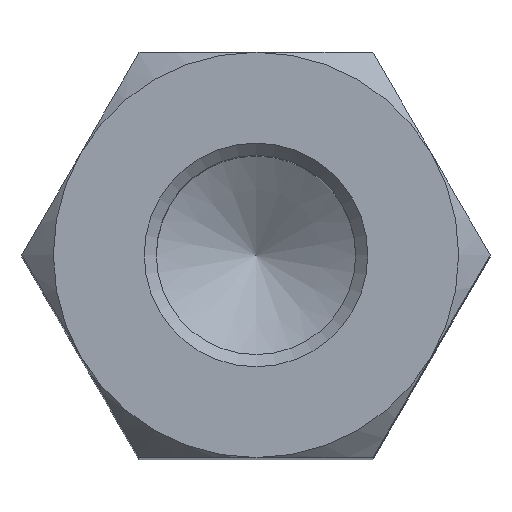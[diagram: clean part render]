
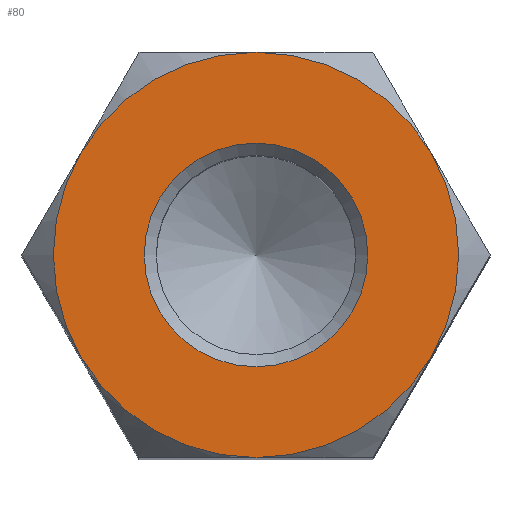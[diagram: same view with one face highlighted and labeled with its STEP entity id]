
A CAD part, top view. The second image highlights one B-rep face of the part: STEP entity #80.
In plain terms, the highlighted planar face has unit normal (0, 0, 1).
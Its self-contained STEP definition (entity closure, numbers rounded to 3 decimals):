
#80 = ADVANCED_FACE( '', ( #174, #175 ), #176, .T. );
#174 = FACE_BOUND( '', #275, .T. );
#175 = FACE_OUTER_BOUND( '', #276, .T. );
#176 = PLANE( '', #277 );
#275 = EDGE_LOOP( '', ( #418 ) );
#276 = EDGE_LOOP( '', ( #419, #420, #421, #422, #423, #424 ) );
#277 = AXIS2_PLACEMENT_3D( '', #425, #426, #427 );
#418 = ORIENTED_EDGE( '', *, *, #576, .T. );
#419 = ORIENTED_EDGE( '', *, *, #582, .F. );
#420 = ORIENTED_EDGE( '', *, *, #583, .F. );
#421 = ORIENTED_EDGE( '', *, *, #552, .F. );
#422 = ORIENTED_EDGE( '', *, *, #584, .T. );
#423 = ORIENTED_EDGE( '', *, *, #585, .F. );
#424 = ORIENTED_EDGE( '', *, *, #578, .F. );
#425 = CARTESIAN_POINT( '', ( 0., 0., 15. ) );
#426 = DIRECTION( '', ( 0., 0., 1. ) );
#427 = DIRECTION( '', ( 1., 0., 0. ) );
#552 = EDGE_CURVE( '', #645, #646, #647, .F. );
#576 = EDGE_CURVE( '', #679, #679, #680, .T. );
#578 = EDGE_CURVE( '', #663, #682, #683, .F. );
#582 = EDGE_CURVE( '', #620, #663, #687, .F. );
#583 = EDGE_CURVE( '', #646, #620, #688, .F. );
#584 = EDGE_CURVE( '', #645, #689, #690, .T. );
#585 = EDGE_CURVE( '', #682, #689, #691, .F. );
#620 = VERTEX_POINT( '', #738 );
#645 = VERTEX_POINT( '', #795 );
#646 = VERTEX_POINT( '', #796 );
#647 = CIRCLE( '', #797, 5. );
#663 = VERTEX_POINT( '', #834 );
#679 = VERTEX_POINT( '', #884 );
#680 = CIRCLE( '', #885, 2.759 );
#682 = VERTEX_POINT( '', #887 );
#683 = CIRCLE( '', #888, 5. );
#687 = CIRCLE( '', #899, 5. );
#688 = CIRCLE( '', #900, 5. );
#689 = VERTEX_POINT( '', #901 );
#690 = CIRCLE( '', #902, 5. );
#691 = CIRCLE( '', #903, 5. );
#738 = CARTESIAN_POINT( '', ( 4.33, -2.5, 15. ) );
#795 = CARTESIAN_POINT( '', ( 0., 5., 15. ) );
#796 = CARTESIAN_POINT( '', ( 4.33, 2.5, 15. ) );
#797 = AXIS2_PLACEMENT_3D( '', #1009, #1010, #1011 );
#834 = CARTESIAN_POINT( '', ( 0., -5., 15. ) );
#884 = CARTESIAN_POINT( '', ( 0., 2.759, 15. ) );
#885 = AXIS2_PLACEMENT_3D( '', #1028, #1029, #1030 );
#887 = CARTESIAN_POINT( '', ( -4.33, -2.5, 15. ) );
#888 = AXIS2_PLACEMENT_3D( '', #1031, #1032, #1033 );
#899 = AXIS2_PLACEMENT_3D( '', #1034, #1035, #1036 );
#900 = AXIS2_PLACEMENT_3D( '', #1037, #1038, #1039 );
#901 = CARTESIAN_POINT( '', ( -4.33, 2.5, 15. ) );
#902 = AXIS2_PLACEMENT_3D( '', #1040, #1041, #1042 );
#903 = AXIS2_PLACEMENT_3D( '', #1043, #1044, #1045 );
#1009 = CARTESIAN_POINT( '', ( 0., 0., 15. ) );
#1010 = DIRECTION( '', ( 0., 0., 1. ) );
#1011 = DIRECTION( '', ( 1., 0., 0. ) );
#1028 = CARTESIAN_POINT( '', ( 0., 0., 15. ) );
#1029 = DIRECTION( '', ( 0., 0., -1. ) );
#1030 = DIRECTION( '', ( 0., 1., 0. ) );
#1031 = CARTESIAN_POINT( '', ( 0., 0., 15. ) );
#1032 = DIRECTION( '', ( 0., 0., 1. ) );
#1033 = DIRECTION( '', ( 1., 0., 0. ) );
#1034 = CARTESIAN_POINT( '', ( 0., 0., 15. ) );
#1035 = DIRECTION( '', ( 0., 0., 1. ) );
#1036 = DIRECTION( '', ( 1., 0., 0. ) );
#1037 = CARTESIAN_POINT( '', ( 0., 0., 15. ) );
#1038 = DIRECTION( '', ( 0., 0., 1. ) );
#1039 = DIRECTION( '', ( 1., 0., 0. ) );
#1040 = CARTESIAN_POINT( '', ( 0., 0., 15. ) );
#1041 = DIRECTION( '', ( 0., 0., 1. ) );
#1042 = DIRECTION( '', ( 1., 0., 0. ) );
#1043 = CARTESIAN_POINT( '', ( 0., 0., 15. ) );
#1044 = DIRECTION( '', ( 0., 0., 1. ) );
#1045 = DIRECTION( '', ( 1., 0., 0. ) );
